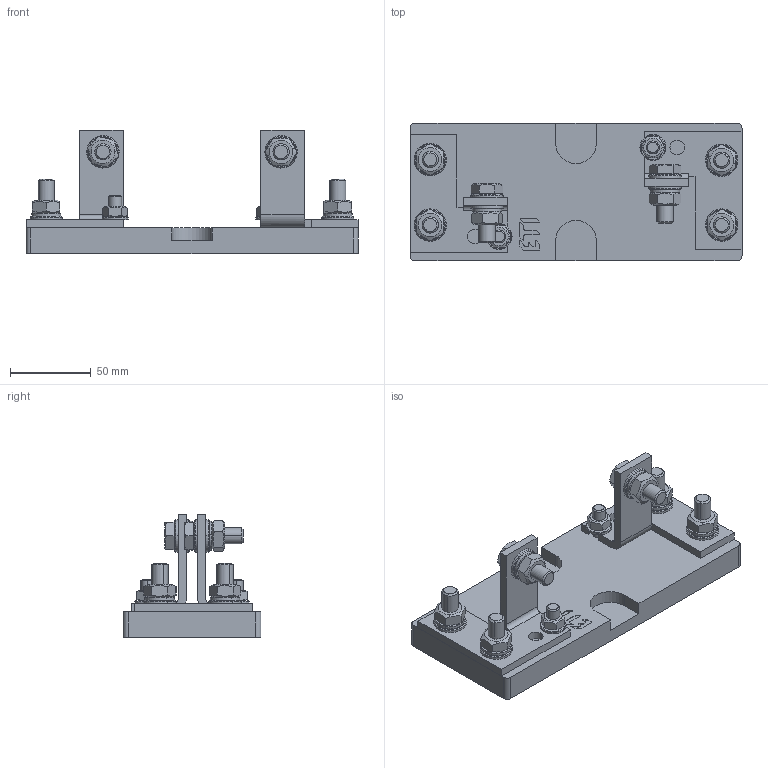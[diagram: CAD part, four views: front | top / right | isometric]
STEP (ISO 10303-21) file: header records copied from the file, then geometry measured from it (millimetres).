
FILE_DESCRIPTION((''),'2;1');
FILE_NAME('US1_3-1_80-110_004349006_ASM','2021-04-19T',('marketing.praksa'),('Audax d.o.o.'),'CREO PARAMETRIC BY PTC INC, 2017480','CREO PARAMETRIC BY PTC INC, 2017480','');
FILE_SCHEMA(('AUTOMOTIVE_DESIGN { 1 0 10303 214 1 1 1 1 }'));
Length unit declared in the file: millimetre
Products named in the file (49): PRT0131_1; SCREW_PRT1_1_1_2; PRT0134_1_1_2; PRT0135_1_1_2; SCREW_PRT2_1_1_2; SCREW_PRT4_1_1_2; ASM0093_ASM_1_1_2_ASM; SCREW_PRT1_1_1_1_2; PRT0134_1_1_1_2; PRT0135_1_1_1_2; SCREW_PRT2_1_1_1_2; SCREW_PRT4_1_1_1_2; BIG_SCREW_ASM_ASM_1_ASM; COPPER_1; SCREW_PRT1_1_1_1_1_2_3; PRT0134_1_1_1_1_2_3; PRT0135_1_1_1_1_2_3; SCREW_PRT2_1_1_1_1_2_3; SCREW_PRT4_1_1_1_1_2_3; ASM0094_ASM_1_1_2_3_ASM; SCREW_PRT1_1_1_1_1_1; PRT0134_1_1_1_1_1; PRT0135_1_1_1_1_1; SCREW_PRT2_1_1_1_1_1; SCREW_PRT4_1_1_1_1_1; BIG-BOTTOM_SCREW_ASM_ASM_1_ASM; SCREW_PRT1_1_1_1_1_1_1; PRT0134_1_1_1_1_1_1; PRT0135_1_1_1_1_1_1; SCREW_PRT2_1_1_1_1_1_1; SCREW_PRT4_1_1_1_1_1_1; ASM0095_ASM_1_ASM; SCREW_PRT1_1_1_1_1_2_1; PRT0134_1_1_1_1_2_1; PRT0135_1_1_1_1_2_1; SCREW_PRT2_1_1_1_1_2_1; SCREW_PRT4_1_1_1_1_2_1; ASM0096_ASM_1_ASM; PRT0139_1_1; PRT0140_1_1 ...
Assembly tree (48 placements, depth 3):
  US1_3-1_80-110_004349006_ASM
    PRT0131_1
    ASM0093_ASM_1_1_2_ASM
      SCREW_PRT1_1_1_2
      PRT0134_1_1_2
      PRT0135_1_1_2
      SCREW_PRT2_1_1_2
      SCREW_PRT4_1_1_2
    BIG_SCREW_ASM_ASM_1_ASM
      SCREW_PRT1_1_1_1_2
      PRT0134_1_1_1_2
      PRT0135_1_1_1_2
      SCREW_PRT2_1_1_1_2
      SCREW_PRT4_1_1_1_2
    COPPER_1
    ASM0094_ASM_1_1_2_3_ASM
      SCREW_PRT1_1_1_1_1_2_3
      PRT0134_1_1_1_1_2_3
      PRT0135_1_1_1_1_2_3
      SCREW_PRT2_1_1_1_1_2_3
      SCREW_PRT4_1_1_1_1_2_3
    BIG-BOTTOM_SCREW_ASM_ASM_1_ASM
      SCREW_PRT1_1_1_1_1_1
      PRT0134_1_1_1_1_1
      PRT0135_1_1_1_1_1
      SCREW_PRT2_1_1_1_1_1
      SCREW_PRT4_1_1_1_1_1
    ASM0095_ASM_1_ASM
      SCREW_PRT1_1_1_1_1_1_1
      PRT0134_1_1_1_1_1_1
      PRT0135_1_1_1_1_1_1
      SCREW_PRT2_1_1_1_1_1_1
      SCREW_PRT4_1_1_1_1_1_1
    ASM0096_ASM_1_ASM
      SCREW_PRT1_1_1_1_1_2_1
      PRT0134_1_1_1_1_2_1
      PRT0135_1_1_1_1_2_1
      SCREW_PRT2_1_1_1_1_2_1
      SCREW_PRT4_1_1_1_1_2_1
    ASM0097_ASM_1_1_ASM
      PRT0139_1_1
      PRT0140_1_1
      PRT0141_1_1
    BASE-SCREW_ASM_1_ASM
      PRT0139_1_1_1
      PRT0140_1_1_1
      PRT0141_1_1_1
    PRT0142
    PRT0002
Bounding box: 205 x 85 x 76 mm (x, y, z)
Volume: 354201.7 mm3; surface area: 98084.8 mm2
Topology: 42 solids, 42 shells, 543 faces, 1464 edges, 1014 vertices
Faces by surface type: plane 279, cylinder 176, cone 88
Entity records: 30352 total; most frequent: CARTESIAN_POINT 4743, DIRECTION 3194, ORIENTED_EDGE 2928, PRESENTATION_STYLE_ASSIGNMENT 2049, STYLED_ITEM 2049, CURVE_STYLE 1464, EDGE_CURVE 1464, AXIS2_PLACEMENT_3D 1254
